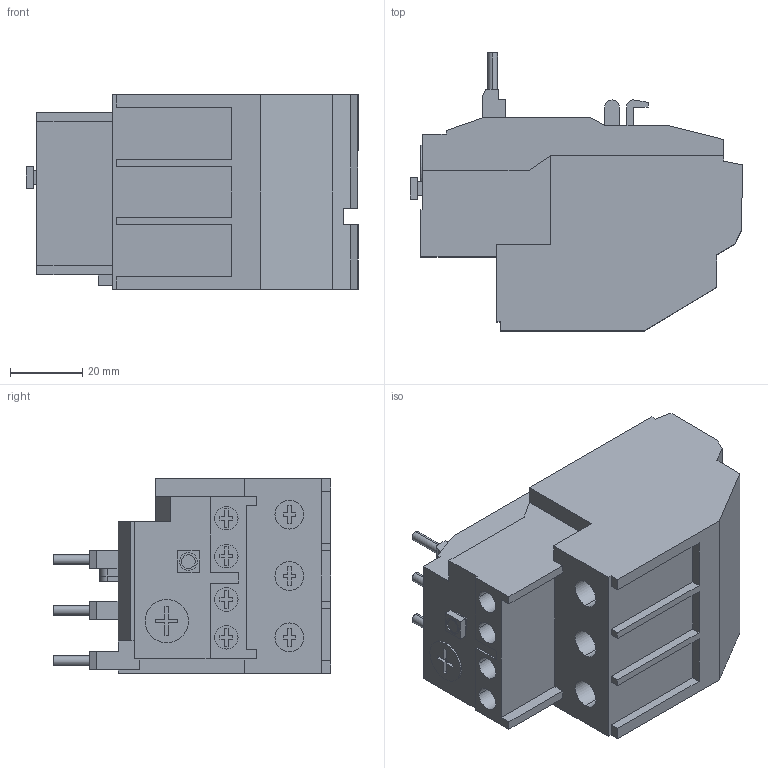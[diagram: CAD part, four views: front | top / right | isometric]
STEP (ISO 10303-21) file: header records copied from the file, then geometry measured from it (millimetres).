
FILE_DESCRIPTION (( 'STEP AP203' ), '1' );
FILE_NAME ('ﾐﾒﾝ-2353.STEP', '2016-11-02T14:46:08', ( '' ), ( '' ), 'SwSTEP 2.0', 'SolidWorks 2016', '' );
FILE_SCHEMA (( 'CONFIG_CONTROL_DESIGN' ));
Length unit declared in the file: millimetre
Products named in the file (1): ﾐﾒﾝ-2353
Bounding box: 92 x 77 x 54 mm (x, y, z)
Volume: 204254 mm3; surface area: 27602.1 mm2
Topology: 1 solids, 1 shells, 274 faces, 728 edges, 480 vertices
Faces by surface type: plane 239, cylinder 35
Entity records: 8451 total; most frequent: CARTESIAN_POINT 1483, ORIENTED_EDGE 1456, DIRECTION 1348, EDGE_CURVE 728, LINE 658, VECTOR 658, VERTEX_POINT 480, AXIS2_PLACEMENT_3D 345
